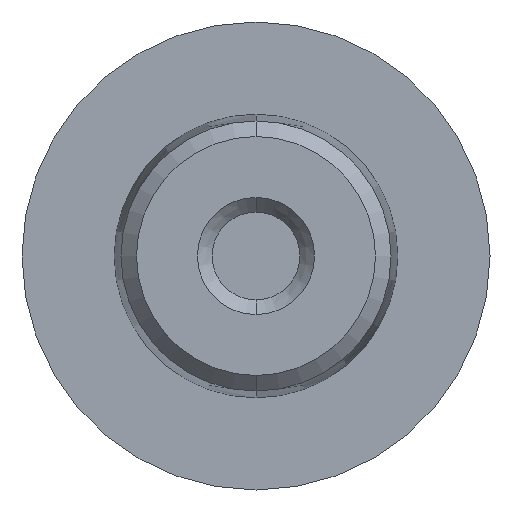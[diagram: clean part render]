
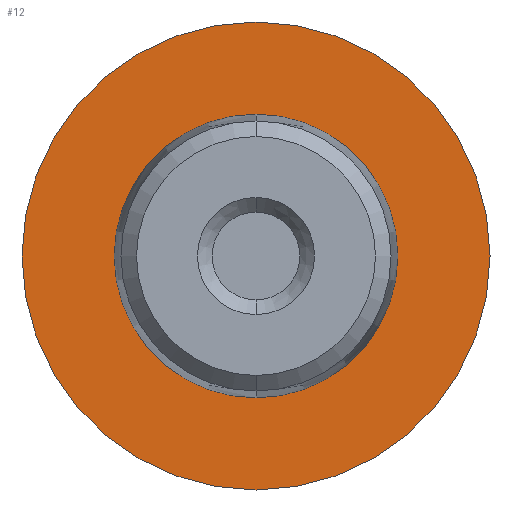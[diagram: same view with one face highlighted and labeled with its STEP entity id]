
A CAD part, front view. The second image highlights one B-rep face of the part: STEP entity #12.
In plain terms, the highlighted planar face has unit normal (0, -1, 0).
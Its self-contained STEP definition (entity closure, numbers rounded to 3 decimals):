
#1 = ORIENTED_EDGE ( 'NONE', *, *, #8, .F. ) ;
#3 = ORIENTED_EDGE ( 'NONE', *, *, #40, .T. ) ;
#8 = EDGE_CURVE ( 'NONE', #114, #116, #95, .T. ) ;
#10 = EDGE_LOOP ( 'NONE', ( #1, #43 ) ) ;
#12 = ADVANCED_FACE ( 'NONE', ( #137, #73 ), #88, .F. ) ;
#40 = EDGE_CURVE ( 'NONE', #167, #188, #201, .T. ) ;
#43 = ORIENTED_EDGE ( 'NONE', *, *, #163, .F. ) ;
#46 = ORIENTED_EDGE ( 'NONE', *, *, #170, .T. ) ;
#64 = EDGE_LOOP ( 'NONE', ( #3, #46 ) ) ;
#73 = FACE_BOUND ( 'NONE', #10, .T. ) ;
#74 = DIRECTION ( 'NONE',  ( 0., 0., 1. ) ) ;
#75 = DIRECTION ( 'NONE',  ( 0., -1., 0. ) ) ;
#76 = CARTESIAN_POINT ( 'NONE',  ( 0., 8., 0. ) ) ;
#77 = DIRECTION ( 'NONE',  ( 0., 1., 0. ) ) ;
#78 = CARTESIAN_POINT ( 'NONE',  ( 0., 8., 0. ) ) ;
#80 = AXIS2_PLACEMENT_3D ( 'NONE', #76, #75, #74 ) ;
#85 = AXIS2_PLACEMENT_3D ( 'NONE', #78, #77, #131 ) ;
#88 = PLANE ( 'NONE',  #85 ) ;
#95 = CIRCLE ( 'NONE', #80, 4.85 ) ;
#114 = VERTEX_POINT ( 'NONE', #309 ) ;
#116 = VERTEX_POINT ( 'NONE', #342 ) ;
#131 = DIRECTION ( 'NONE',  ( 0., 0., 1. ) ) ;
#137 = FACE_OUTER_BOUND ( 'NONE', #64, .T. ) ;
#163 = EDGE_CURVE ( 'NONE', #116, #114, #261, .T. ) ;
#167 = VERTEX_POINT ( 'NONE', #238 ) ;
#170 = EDGE_CURVE ( 'NONE', #188, #167, #262, .T. ) ;
#188 = VERTEX_POINT ( 'NONE', #358 ) ;
#198 = DIRECTION ( 'NONE',  ( 0., 0., 1. ) ) ;
#199 = DIRECTION ( 'NONE',  ( 0., -1., 0. ) ) ;
#200 = AXIS2_PLACEMENT_3D ( 'NONE', #210, #199, #198 ) ;
#201 = CIRCLE ( 'NONE', #200, 8. ) ;
#210 = CARTESIAN_POINT ( 'NONE',  ( 0., 8., 0. ) ) ;
#238 = CARTESIAN_POINT ( 'NONE',  ( 0., 8., 8. ) ) ;
#257 = DIRECTION ( 'NONE',  ( 0., 0., 1. ) ) ;
#258 = DIRECTION ( 'NONE',  ( 0., -1., 0. ) ) ;
#259 = CARTESIAN_POINT ( 'NONE',  ( 0., 8., 0. ) ) ;
#260 = AXIS2_PLACEMENT_3D ( 'NONE', #259, #258, #257 ) ;
#261 = CIRCLE ( 'NONE', #260, 4.85 ) ;
#262 = CIRCLE ( 'NONE', #366, 8. ) ;
#264 = CARTESIAN_POINT ( 'NONE',  ( 0., 8., 0. ) ) ;
#309 = CARTESIAN_POINT ( 'NONE',  ( 0., 8., 4.85 ) ) ;
#342 = CARTESIAN_POINT ( 'NONE',  ( 0., 8., -4.85 ) ) ;
#358 = CARTESIAN_POINT ( 'NONE',  ( 0., 8., -8. ) ) ;
#364 = DIRECTION ( 'NONE',  ( 0., 0., 1. ) ) ;
#365 = DIRECTION ( 'NONE',  ( 0., -1., 0. ) ) ;
#366 = AXIS2_PLACEMENT_3D ( 'NONE', #264, #365, #364 ) ;
